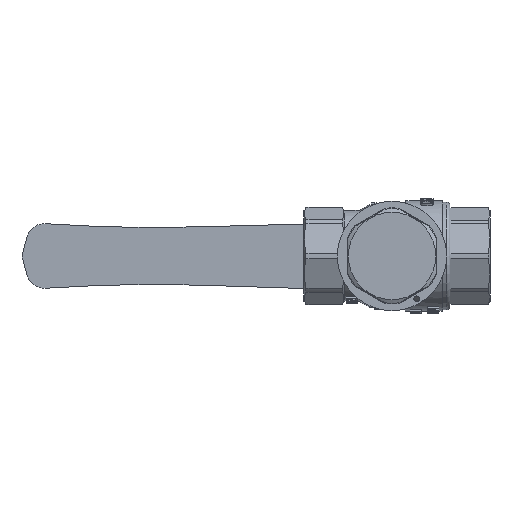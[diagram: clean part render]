
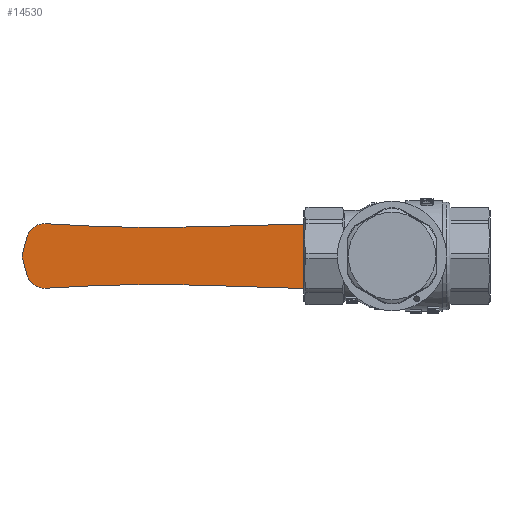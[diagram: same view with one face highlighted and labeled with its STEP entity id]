
A CAD part, front view. The second image highlights one B-rep face of the part: STEP entity #14530.
In plain terms, the highlighted planar face has unit normal (0, -1, 0).
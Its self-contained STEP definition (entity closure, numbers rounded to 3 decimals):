
#1355=PLANE('',#15858);
#2034=FACE_OUTER_BOUND('',#2896,.T.);
#2896=EDGE_LOOP('',(#12627,#12628,#12629,#12630,#12631,#12632,#12633,#12634,
#12635,#12636,#12637));
#4266=LINE('',#28531,#5271);
#4271=LINE('',#28542,#5276);
#4272=LINE('',#28546,#5277);
#4273=LINE('',#28550,#5278);
#4274=LINE('',#28552,#5279);
#4275=LINE('',#28556,#5280);
#4276=LINE('',#28559,#5281);
#5271=VECTOR('',#18592,10.);
#5276=VECTOR('',#18599,10.);
#5277=VECTOR('',#18602,10.);
#5278=VECTOR('',#18605,10.);
#5279=VECTOR('',#18606,10.);
#5280=VECTOR('',#18609,10.);
#5281=VECTOR('',#18612,10.);
#6078=CIRCLE('',#15859,499.2);
#6079=CIRCLE('',#15860,4.8);
#6080=CIRCLE('',#15861,4.8);
#6081=CIRCLE('',#15862,499.2);
#7123=VERTEX_POINT('',#28524);
#7126=VERTEX_POINT('',#28529);
#7131=VERTEX_POINT('',#28541);
#7132=VERTEX_POINT('',#28543);
#7133=VERTEX_POINT('',#28545);
#7134=VERTEX_POINT('',#28547);
#7135=VERTEX_POINT('',#28549);
#7136=VERTEX_POINT('',#28551);
#7137=VERTEX_POINT('',#28553);
#7138=VERTEX_POINT('',#28555);
#7139=VERTEX_POINT('',#28557);
#9022=EDGE_CURVE('',#7123,#7126,#4266,.T.);
#9027=EDGE_CURVE('',#7126,#7131,#4271,.T.);
#9028=EDGE_CURVE('',#7131,#7132,#6078,.T.);
#9029=EDGE_CURVE('',#7132,#7133,#4272,.T.);
#9030=EDGE_CURVE('',#7133,#7134,#6079,.T.);
#9031=EDGE_CURVE('',#7134,#7135,#4273,.T.);
#9032=EDGE_CURVE('',#7135,#7136,#4274,.T.);
#9033=EDGE_CURVE('',#7136,#7137,#6080,.T.);
#9034=EDGE_CURVE('',#7137,#7138,#4275,.T.);
#9035=EDGE_CURVE('',#7138,#7139,#6081,.T.);
#9036=EDGE_CURVE('',#7139,#7123,#4276,.T.);
#12627=ORIENTED_EDGE('',*,*,#9027,.T.);
#12628=ORIENTED_EDGE('',*,*,#9028,.T.);
#12629=ORIENTED_EDGE('',*,*,#9029,.T.);
#12630=ORIENTED_EDGE('',*,*,#9030,.T.);
#12631=ORIENTED_EDGE('',*,*,#9031,.T.);
#12632=ORIENTED_EDGE('',*,*,#9032,.T.);
#12633=ORIENTED_EDGE('',*,*,#9033,.T.);
#12634=ORIENTED_EDGE('',*,*,#9034,.T.);
#12635=ORIENTED_EDGE('',*,*,#9035,.T.);
#12636=ORIENTED_EDGE('',*,*,#9036,.T.);
#12637=ORIENTED_EDGE('',*,*,#9022,.T.);
#14530=ADVANCED_FACE('',(#2034),#1355,.F.);
#15858=AXIS2_PLACEMENT_3D('',#28540,#18597,#18598);
#15859=AXIS2_PLACEMENT_3D('',#28544,#18600,#18601);
#15860=AXIS2_PLACEMENT_3D('',#28548,#18603,#18604);
#15861=AXIS2_PLACEMENT_3D('',#28554,#18607,#18608);
#15862=AXIS2_PLACEMENT_3D('',#28558,#18610,#18611);
#18592=DIRECTION('',(0.,0.,-1.));
#18597=DIRECTION('center_axis',(0.,1.,0.));
#18598=DIRECTION('ref_axis',(0.,0.,1.));
#18599=DIRECTION('',(1.,0.,0.026));
#18600=DIRECTION('center_axis',(0.,1.,0.));
#18601=DIRECTION('ref_axis',(0.026,0.,-1.));
#18602=DIRECTION('',(0.999,0.,-0.052));
#18603=DIRECTION('center_axis',(0.,-1.,0.));
#18604=DIRECTION('ref_axis',(0.966,0.,-0.259));
#18605=DIRECTION('',(0.259,0.,0.966));
#18606=DIRECTION('',(-0.259,0.,0.966));
#18607=DIRECTION('center_axis',(0.,-1.,0.));
#18608=DIRECTION('ref_axis',(-0.052,0.,0.999));
#18609=DIRECTION('',(-0.999,0.,-0.052));
#18610=DIRECTION('center_axis',(0.,1.,0.));
#18611=DIRECTION('ref_axis',(-0.031,0.,1.));
#18612=DIRECTION('',(-0.999,0.,0.032));
#28524=CARTESIAN_POINT('',(23.006,9.2,11.203));
#28529=CARTESIAN_POINT('',(23.006,9.2,-6.422));
#28531=CARTESIAN_POINT('',(23.006,9.2,-6.422));
#28540=CARTESIAN_POINT('Origin',(59.35,9.2,2.325));
#28541=CARTESIAN_POINT('',(51.666,9.2,-5.671));
#28542=CARTESIAN_POINT('',(51.666,9.2,-5.671));
#28543=CARTESIAN_POINT('',(80.085,9.2,-5.736));
#28544=CARTESIAN_POINT('Origin',(64.734,9.2,-504.7));
#28545=CARTESIAN_POINT('',(94.536,9.2,-6.493));
#28546=CARTESIAN_POINT('',(94.536,9.2,-6.493));
#28547=CARTESIAN_POINT('',(99.424,9.2,-2.942));
#28548=CARTESIAN_POINT('Origin',(94.787,9.2,-1.7));
#28549=CARTESIAN_POINT('',(100.828,9.2,2.3));
#28550=CARTESIAN_POINT('',(100.828,9.2,2.3));
#28551=CARTESIAN_POINT('',(99.424,9.2,7.542));
#28552=CARTESIAN_POINT('',(99.424,9.2,7.542));
#28553=CARTESIAN_POINT('',(94.536,9.2,11.093));
#28554=CARTESIAN_POINT('Origin',(94.787,9.2,6.3));
#28555=CARTESIAN_POINT('',(80.085,9.2,10.336));
#28556=CARTESIAN_POINT('',(80.085,9.2,10.336));
#28557=CARTESIAN_POINT('',(51.669,9.2,10.271));
#28558=CARTESIAN_POINT('Origin',(64.734,9.2,509.3));
#28559=CARTESIAN_POINT('',(23.006,9.2,11.203));
